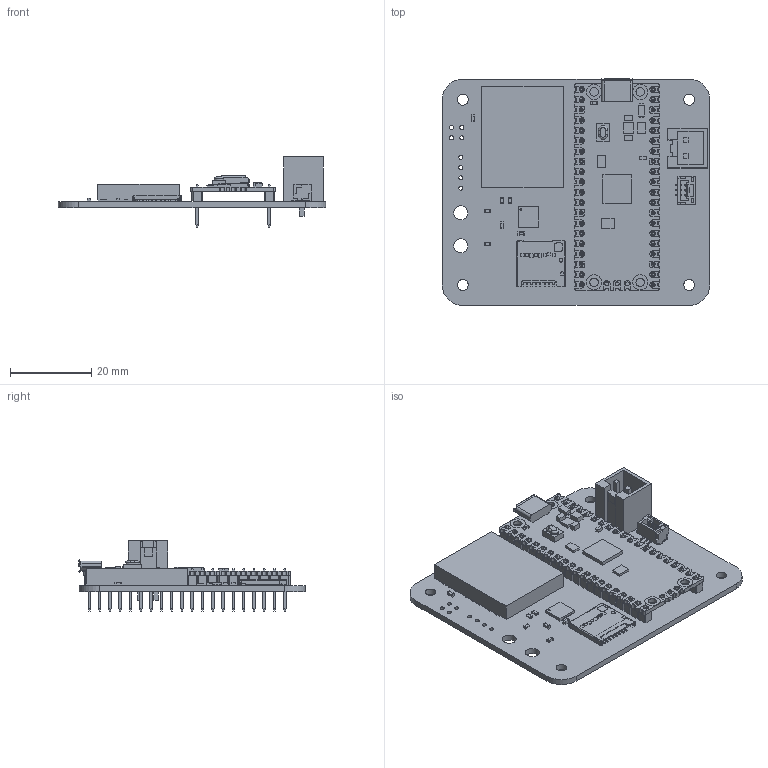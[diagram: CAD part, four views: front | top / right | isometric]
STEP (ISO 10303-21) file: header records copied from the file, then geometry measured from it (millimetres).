
FILE_DESCRIPTION(('KiCad electronic assembly'),'2;1');
FILE_NAME('LPDataLogger.step','2025-04-10T23:23:02',('Pcbnew'),('Kicad') ,'Open CASCADE STEP processor 7.8','KiCad to STEP converter','Unknown' );
FILE_SCHEMA(('AUTOMOTIVE_DESIGN { 1 0 10303 214 1 1 1 1 }'));
Length unit declared in the file: millimetre
Products named in the file (12): LPDataLogger 1; B2P-VH-FB-B; FSM300; Body; Pins; C_0603_1608Metric; R_0603_1608Metric; RaspberryPi_Pico_AddedHeaders; JST_GH_BM03B-GHS-TBT_1x03-1MP_P1.25mm_Vertical; QFN-20-1EP_5x5mm_P0.65mm_EP3.35x3.35mm; 1040310811; LPDataLogger_PCB
Assembly tree (16 placements, depth 3):
  LPDataLogger 1
    B2P-VH-FB-B
    FSM300
      Body
      Pins
    C_0603_1608Metric  x3
    R_0603_1608Metric  x4
    RaspberryPi_Pico_AddedHeaders
    JST_GH_BM03B-GHS-TBT_1x03-1MP_P1.25mm_Vertical
    QFN-20-1EP_5x5mm_P0.65mm_EP3.35x3.35mm
    1040310811
    LPDataLogger_PCB
Bounding box: 66.04 x 56.01 x 17.35 mm (x, y, z)
Volume: 10241.3 mm3; surface area: 16004.3 mm2
Topology: 88 solids, 88 shells, 2431 faces, 6357 edges, 4154 vertices
Faces by surface type: plane 2006, cylinder 423, torus 2
Full cylindrical faces by diameter (mm): 0.5 x1, 1 x91, 1.45 x1, 1.7 x2, 1.85 x2, 2.1 x4, 2.2 x2, 2.7 x4, 3.5 x2
Entity records: 82511 total; most frequent: CARTESIAN_POINT 12249, ORIENTED_EDGE 12018, DIRECTION 11545, EDGE_CURVE 6009, LINE 5101, VECTOR 5101, VERTEX_POINT 3926, AXIS2_PLACEMENT_3D 3222
